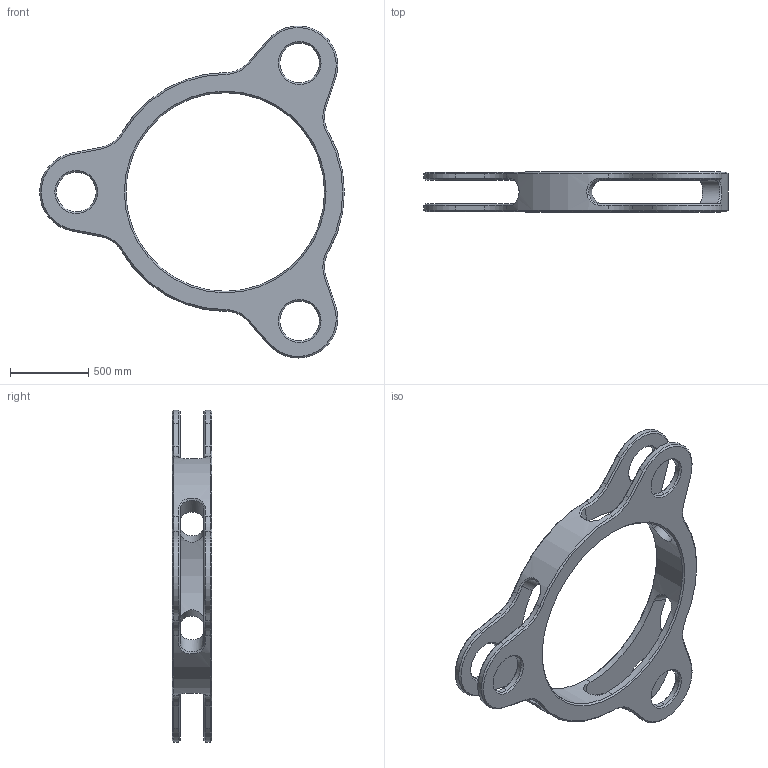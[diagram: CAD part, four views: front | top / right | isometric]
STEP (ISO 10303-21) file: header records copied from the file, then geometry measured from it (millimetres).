
FILE_DESCRIPTION (( 'STEP AP214' ), '1' );
FILE_NAME ('8 circular patt.step', '2023-06-15T00:34:20', ( '' ), ( '' ), 'SwSTEP 2.0', 'SolidWorks 2022', '' );
FILE_SCHEMA (( 'AUTOMOTIVE_DESIGN' ));
Length unit declared in the file: inch
Products named in the file (1): 8 circular patt
Bounding box: 1948.6 x 254 x 2123.2 mm (x, y, z)
Volume: 133202501.5 mm3; surface area: 5393665.5 mm2
Topology: 1 solids, 1 shells, 179 faces, 432 edges, 250 vertices
Faces by surface type: cone 86, plane 44, cylinder 43, bspline 6
Entity records: 11807 total; most frequent: CARTESIAN_POINT 5202, DIRECTION 934, ORIENTED_EDGE 864, EDGE_CURVE 432, AXIS2_PLACEMENT_3D 358, VERTEX_POINT 250, VECTOR 218, LINE 218
